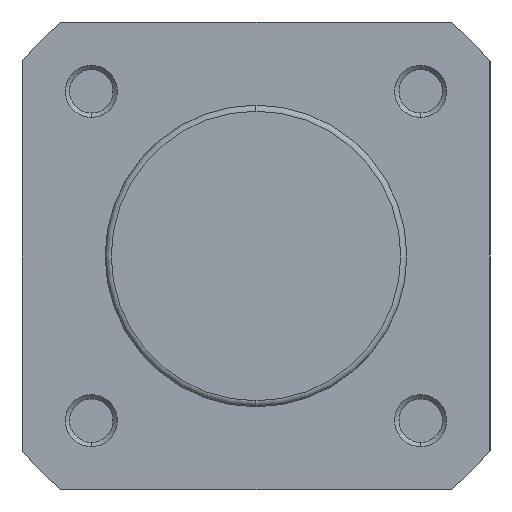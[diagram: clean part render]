
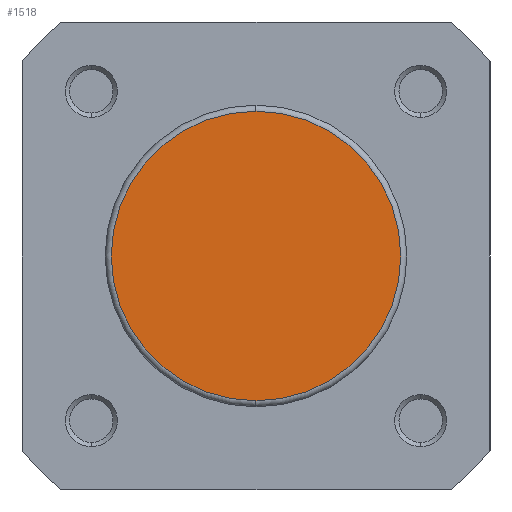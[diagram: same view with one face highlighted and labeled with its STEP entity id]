
A CAD part, left-side view. The second image highlights one B-rep face of the part: STEP entity #1518.
In plain terms, the highlighted planar face has unit normal (-1, 0, 0).
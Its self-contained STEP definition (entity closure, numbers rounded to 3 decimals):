
#420 = CARTESIAN_POINT ( 'NONE',  ( 0., 0., -16.7 ) ) ;
#435 = CARTESIAN_POINT ( 'NONE',  ( 0., 0., 16.7 ) ) ;
#684 = VERTEX_POINT ( 'NONE', #420 ) ;
#699 = VERTEX_POINT ( 'NONE', #435 ) ;
#865 = EDGE_LOOP ( 'NONE', ( #4332, #4340 ) ) ;
#970 = CIRCLE ( 'NONE', #2237, 16.7 ) ;
#1518 = ADVANCED_FACE ( 'NONE', ( #5177 ), #2911, .T. ) ;
#1674 = EDGE_CURVE ( 'NONE', #684, #699, #5509, .T. ) ;
#1738 = EDGE_CURVE ( 'NONE', #699, #684, #970, .T. ) ;
#2057 = AXIS2_PLACEMENT_3D ( 'NONE', #2910, #2913, #2914 ) ;
#2206 = AXIS2_PLACEMENT_3D ( 'NONE', #3473, #3474, #3475 ) ;
#2237 = AXIS2_PLACEMENT_3D ( 'NONE', #3629, #3630, #3631 ) ;
#2910 = CARTESIAN_POINT ( 'NONE',  ( 0., -17.4, 0. ) ) ;
#2911 = PLANE ( 'NONE',  #2057 ) ;
#2913 = DIRECTION ( 'NONE',  ( -1., 0., 0. ) ) ;
#2914 = DIRECTION ( 'NONE',  ( 0., 0., 1. ) ) ;
#3473 = CARTESIAN_POINT ( 'NONE',  ( 0., 0., 0. ) ) ;
#3474 = DIRECTION ( 'NONE',  ( -1., 0., 0. ) ) ;
#3475 = DIRECTION ( 'NONE',  ( 0., 0., 1. ) ) ;
#3629 = CARTESIAN_POINT ( 'NONE',  ( 0., 0., 0. ) ) ;
#3630 = DIRECTION ( 'NONE',  ( -1., 0., 0. ) ) ;
#3631 = DIRECTION ( 'NONE',  ( 0., 0., 1. ) ) ;
#4332 = ORIENTED_EDGE ( 'NONE', *, *, #1738, .T. ) ;
#4340 = ORIENTED_EDGE ( 'NONE', *, *, #1674, .T. ) ;
#5177 = FACE_OUTER_BOUND ( 'NONE', #865, .T. ) ;
#5509 = CIRCLE ( 'NONE', #2206, 16.7 ) ;
